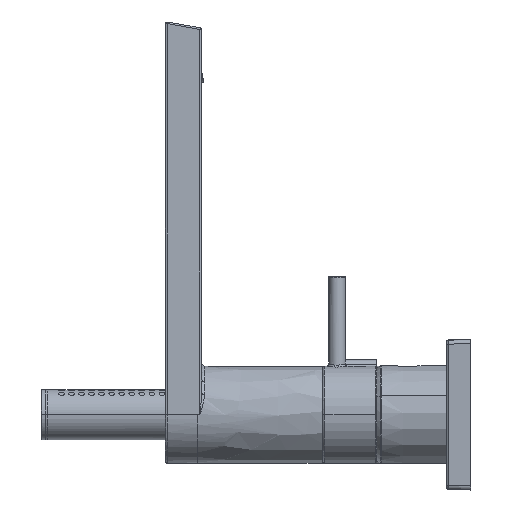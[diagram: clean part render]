
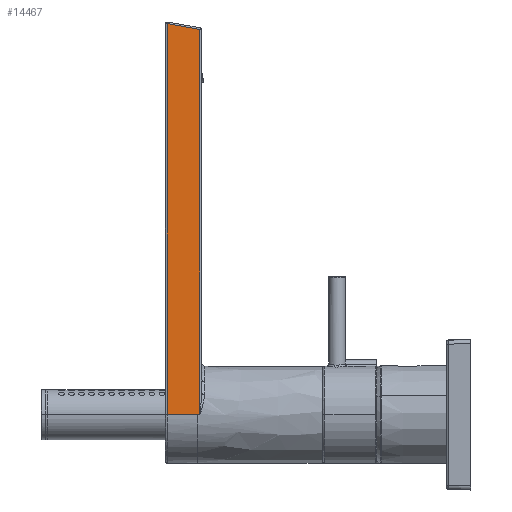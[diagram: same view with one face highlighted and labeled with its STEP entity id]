
A CAD part, left-side view. The second image highlights one B-rep face of the part: STEP entity #14467.
In plain terms, the highlighted planar face has unit normal (-1, 0, 0.007).
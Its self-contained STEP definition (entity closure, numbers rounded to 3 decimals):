
#286 = VERTEX_POINT ( 'NONE', #2892 ) ;
#323 = CARTESIAN_POINT ( 'NONE',  ( 1866.989, 2615.25, 4017.104 ) ) ;
#430 = EDGE_CURVE ( 'NONE', #18666, #286, #12591, .T. ) ;
#1345 = VERTEX_POINT ( 'NONE', #16053 ) ;
#1473 = ORIENTED_EDGE ( 'NONE', *, *, #18564, .F. ) ;
#1726 = CARTESIAN_POINT ( 'NONE',  ( 1867.009, 2631.65, 4019.996 ) ) ;
#1852 = VECTOR ( 'NONE', #14874, 1000. ) ;
#1977 = CARTESIAN_POINT ( 'NONE',  ( 1865.666, 2615.25, 3825.361 ) ) ;
#2682 = CARTESIAN_POINT ( 'NONE',  ( 1865.666, 2616.486, 3825.361 ) ) ;
#2892 = CARTESIAN_POINT ( 'NONE',  ( 1865.666, 2631.65, 3825.361 ) ) ;
#3283 = PLANE ( 'NONE',  #11332 ) ;
#3782 = CARTESIAN_POINT ( 'NONE',  ( 1865.666, 2616.45, 3825.411 ) ) ;
#3893 = EDGE_LOOP ( 'NONE', ( #1473, #17071, #18174, #5531, #18599, #16971, #9429 ) ) ;
#4035 = CARTESIAN_POINT ( 'NONE',  ( 1867.015, 2615.25, 4020.944 ) ) ;
#4111 = DIRECTION ( 'NONE',  ( -0.007, 0., -1. ) ) ;
#4463 = VERTEX_POINT ( 'NONE', #323 ) ;
#4606 = CARTESIAN_POINT ( 'NONE',  ( 1865.666, 2616.482, 3825.426 ) ) ;
#4761 = FACE_OUTER_BOUND ( 'NONE', #3893, .T. ) ;
#5531 = ORIENTED_EDGE ( 'NONE', *, *, #12527, .F. ) ;
#6498 = VECTOR ( 'NONE', #14213, 1000. ) ;
#6562 = CARTESIAN_POINT ( 'NONE',  ( 1867.774, 2631.65, 4130.885 ) ) ;
#6586 = EDGE_CURVE ( 'NONE', #4463, #15786, #15055, .T. ) ;
#6883 = CARTESIAN_POINT ( 'NONE',  ( 1865.667, 2616.45, 3825.487 ) ) ;
#7358 = EDGE_CURVE ( 'NONE', #17917, #15786, #14575, .T. ) ;
#7640 = LINE ( 'NONE', #6562, #13108 ) ;
#7926 = CARTESIAN_POINT ( 'NONE',  ( 1867.015, 2632.45, 4020.944 ) ) ;
#8349 = CARTESIAN_POINT ( 'NONE',  ( 1865.666, 2616.45, 3825.437 ) ) ;
#8619 = CARTESIAN_POINT ( 'NONE',  ( 1865.666, 2616.45, 3825.462 ) ) ;
#9429 = ORIENTED_EDGE ( 'NONE', *, *, #10306, .F. ) ;
#10024 = VECTOR ( 'NONE', #10141, 1000. ) ;
#10141 = DIRECTION ( 'NONE',  ( -0.001, -0.985, -0.174 ) ) ;
#10306 = EDGE_CURVE ( 'NONE', #1345, #18666, #12523, .T. ) ;
#10932 = B_SPLINE_CURVE_WITH_KNOTS ( 'NONE', 5,
 ( #17438, #12981, #3782, #8349, #8619, #6883 ),
 .UNSPECIFIED., .F., .F.,
 ( 6, 6 ),
 ( 0., 1. ),
 .UNSPECIFIED. ) ;
#11014 = VECTOR ( 'NONE', #4111, 1000. ) ;
#11040 = EDGE_CURVE ( 'NONE', #286, #17432, #7640, .T. ) ;
#11332 = AXIS2_PLACEMENT_3D ( 'NONE', #7926, #18567, #17009 ) ;
#12523 = B_SPLINE_CURVE_WITH_KNOTS ( 'NONE', 3,
 ( #19791, #13715, #13780, #4606, #15248, #18463 ),
 .UNSPECIFIED., .F., .F.,
 ( 4, 2, 4 ),
 ( 0., 0.5, 1. ),
 .UNSPECIFIED. ) ;
#12527 = EDGE_CURVE ( 'NONE', #17432, #4463, #18117, .T. ) ;
#12591 = LINE ( 'NONE', #2682, #1852 ) ;
#12981 = CARTESIAN_POINT ( 'NONE',  ( 1865.666, 2616.45, 3825.386 ) ) ;
#13108 = VECTOR ( 'NONE', #17308, 1000. ) ;
#13715 = CARTESIAN_POINT ( 'NONE',  ( 1865.667, 2616.46, 3825.488 ) ) ;
#13734 = CARTESIAN_POINT ( 'NONE',  ( 1865.666, 2616.45, 3825.361 ) ) ;
#13780 = CARTESIAN_POINT ( 'NONE',  ( 1865.667, 2616.469, 3825.474 ) ) ;
#14213 = DIRECTION ( 'NONE',  ( 0., -1., 0. ) ) ;
#14467 = ADVANCED_FACE ( 'NONE', ( #4761 ), #3283, .F. ) ;
#14575 = LINE ( 'NONE', #15822, #6498 ) ;
#14874 = DIRECTION ( 'NONE',  ( 0., 1., 0. ) ) ;
#15055 = LINE ( 'NONE', #4035, #11014 ) ;
#15248 = CARTESIAN_POINT ( 'NONE',  ( 1865.666, 2616.485, 3825.397 ) ) ;
#15786 = VERTEX_POINT ( 'NONE', #1977 ) ;
#15822 = CARTESIAN_POINT ( 'NONE',  ( 1865.666, 2552.45, 3825.361 ) ) ;
#16053 = CARTESIAN_POINT ( 'NONE',  ( 1865.667, 2616.45, 3825.487 ) ) ;
#16174 = CARTESIAN_POINT ( 'NONE',  ( 1865.666, 2616.486, 3825.361 ) ) ;
#16178 = CARTESIAN_POINT ( 'NONE',  ( 1867.009, 2631.65, 4019.996 ) ) ;
#16971 = ORIENTED_EDGE ( 'NONE', *, *, #430, .F. ) ;
#17009 = DIRECTION ( 'NONE',  ( -0.007, 0., -1. ) ) ;
#17071 = ORIENTED_EDGE ( 'NONE', *, *, #7358, .T. ) ;
#17308 = DIRECTION ( 'NONE',  ( 0.007, 0., 1. ) ) ;
#17432 = VERTEX_POINT ( 'NONE', #1726 ) ;
#17438 = CARTESIAN_POINT ( 'NONE',  ( 1865.666, 2616.45, 3825.361 ) ) ;
#17917 = VERTEX_POINT ( 'NONE', #13734 ) ;
#18117 = LINE ( 'NONE', #16178, #10024 ) ;
#18174 = ORIENTED_EDGE ( 'NONE', *, *, #6586, .F. ) ;
#18463 = CARTESIAN_POINT ( 'NONE',  ( 1865.666, 2616.486, 3825.361 ) ) ;
#18564 = EDGE_CURVE ( 'NONE', #17917, #1345, #10932, .T. ) ;
#18567 = DIRECTION ( 'NONE',  ( 1., 0., -0.007 ) ) ;
#18599 = ORIENTED_EDGE ( 'NONE', *, *, #11040, .F. ) ;
#18666 = VERTEX_POINT ( 'NONE', #16174 ) ;
#19791 = CARTESIAN_POINT ( 'NONE',  ( 1865.667, 2616.45, 3825.487 ) ) ;
